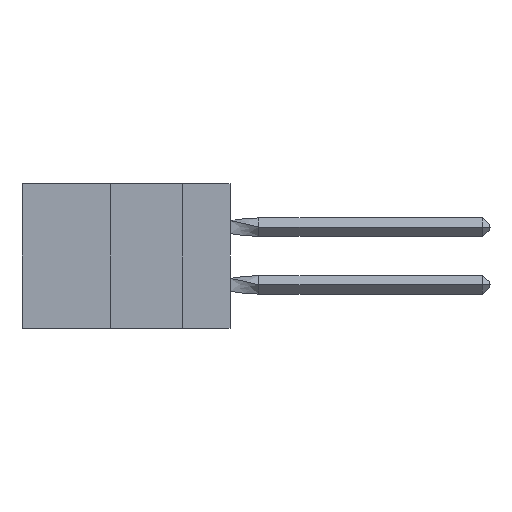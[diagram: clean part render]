
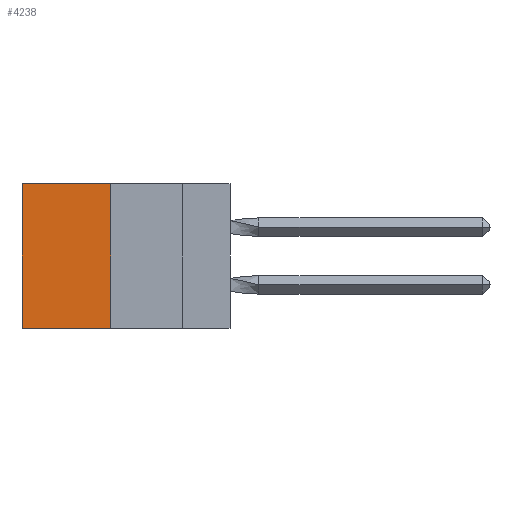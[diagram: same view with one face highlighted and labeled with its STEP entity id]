
A CAD part, left-side view. The second image highlights one B-rep face of the part: STEP entity #4238.
In plain terms, the highlighted planar face has unit normal (-1, 0, 0).
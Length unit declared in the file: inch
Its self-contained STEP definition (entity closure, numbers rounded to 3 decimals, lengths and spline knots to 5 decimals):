
#1460 = EDGE_CURVE ( 'NONE', #6350, #2678, #7508, .T. ) ;
#2678 = VERTEX_POINT ( 'NONE', #9326 ) ;
#2767 = EDGE_LOOP ( 'NONE', ( #25838, #15708, #13478, #16912 ) ) ;
#4207 = VECTOR ( 'NONE', #8320, 39.37008 ) ;
#4238 = ADVANCED_FACE ( 'NONE', ( #31627 ), #22902, .F. ) ;
#4429 = EDGE_CURVE ( 'NONE', #30446, #11073, #19456, .T. ) ;
#6289 = DIRECTION ( 'NONE',  ( 0., 0., -1. ) ) ;
#6350 = VERTEX_POINT ( 'NONE', #28939 ) ;
#6927 = EDGE_CURVE ( 'NONE', #6350, #30446, #17791, .T. ) ;
#7340 = CARTESIAN_POINT ( 'NONE',  ( 0.305, 0.413, -0.5 ) ) ;
#7508 = LINE ( 'NONE', #35304, #26999 ) ;
#8320 = DIRECTION ( 'NONE',  ( 0., 0., -1. ) ) ;
#9284 = AXIS2_PLACEMENT_3D ( 'NONE', #20142, #23024, #6289 ) ;
#9326 = CARTESIAN_POINT ( 'NONE',  ( 0.305, 0.72, 0. ) ) ;
#9957 = VECTOR ( 'NONE', #26612, 39.37008 ) ;
#11073 = VERTEX_POINT ( 'NONE', #11191 ) ;
#11191 = CARTESIAN_POINT ( 'NONE',  ( 0.305, 0.72, -0.5 ) ) ;
#13478 = ORIENTED_EDGE ( 'NONE', *, *, #6927, .F. ) ;
#14655 = CARTESIAN_POINT ( 'NONE',  ( 0.305, 0.413, -0.5 ) ) ;
#15708 = ORIENTED_EDGE ( 'NONE', *, *, #4429, .F. ) ;
#16340 = CARTESIAN_POINT ( 'NONE',  ( 0.305, 0.72, -0.5 ) ) ;
#16912 = ORIENTED_EDGE ( 'NONE', *, *, #1460, .T. ) ;
#17791 = LINE ( 'NONE', #14655, #31639 ) ;
#18835 = DIRECTION ( 'NONE',  ( 0., 1., 0. ) ) ;
#19456 = LINE ( 'NONE', #7340, #9957 ) ;
#20142 = CARTESIAN_POINT ( 'NONE',  ( 0.305, 0.413, -0.5 ) ) ;
#21512 = LINE ( 'NONE', #16340, #4207 ) ;
#22902 = PLANE ( 'NONE',  #9284 ) ;
#23024 = DIRECTION ( 'NONE',  ( 1., 0., 0. ) ) ;
#25796 = DIRECTION ( 'NONE',  ( 0., 0., -1. ) ) ;
#25838 = ORIENTED_EDGE ( 'NONE', *, *, #28104, .T. ) ;
#26506 = CARTESIAN_POINT ( 'NONE',  ( 0.305, 0.413, -0.5 ) ) ;
#26612 = DIRECTION ( 'NONE',  ( 0., 1., 0. ) ) ;
#26999 = VECTOR ( 'NONE', #18835, 39.37008 ) ;
#28104 = EDGE_CURVE ( 'NONE', #2678, #11073, #21512, .T. ) ;
#28939 = CARTESIAN_POINT ( 'NONE',  ( 0.305, 0.413, 0. ) ) ;
#30446 = VERTEX_POINT ( 'NONE', #26506 ) ;
#31627 = FACE_OUTER_BOUND ( 'NONE', #2767, .T. ) ;
#31639 = VECTOR ( 'NONE', #25796, 39.37008 ) ;
#35304 = CARTESIAN_POINT ( 'NONE',  ( 0.305, 0.413, 0. ) ) ;
